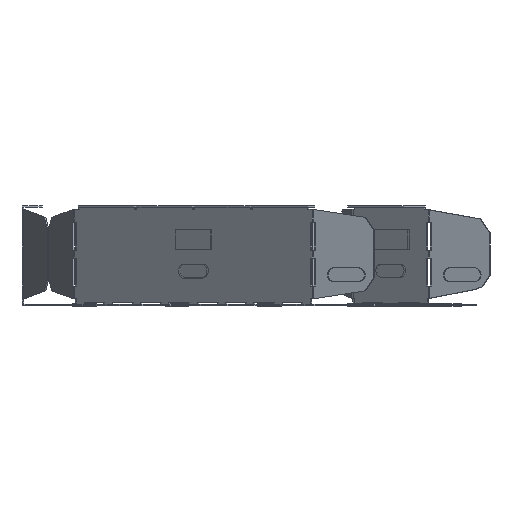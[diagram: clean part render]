
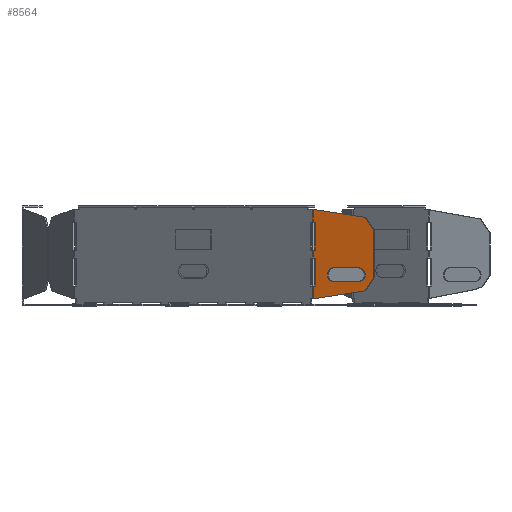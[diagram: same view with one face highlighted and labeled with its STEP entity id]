
A CAD part, left-side view. The second image highlights one B-rep face of the part: STEP entity #8564.
In plain terms, the highlighted planar face has unit normal (-0.924, 0.383, 0).
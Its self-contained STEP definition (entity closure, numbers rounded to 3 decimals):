
#214=FACE_OUTER_BOUND('',#570,.T.);
#570=EDGE_LOOP('',(#7103,#7104,#7105,#7106,#7107,#7108,#7109,#7110,#7111,
#7112,#7113,#7114,#7115,#7116,#7117,#7118));
#1452=LINE('',#12618,#2708);
#1456=LINE('',#12626,#2712);
#1460=LINE('',#12634,#2716);
#1822=LINE('',#13281,#3078);
#1826=LINE('',#13288,#3082);
#1830=LINE('',#13295,#3086);
#1834=LINE('',#13302,#3090);
#1835=LINE('',#13304,#3091);
#1836=LINE('',#13306,#3092);
#1837=LINE('',#13308,#3093);
#1838=LINE('',#13310,#3094);
#1839=LINE('',#13311,#3095);
#1840=LINE('',#13313,#3096);
#1841=LINE('',#13315,#3097);
#1842=LINE('',#13316,#3098);
#1843=LINE('',#13317,#3099);
#2708=VECTOR('',#10095,1.);
#2712=VECTOR('',#10099,1.);
#2716=VECTOR('',#10103,1.);
#3078=VECTOR('',#10621,1.);
#3082=VECTOR('',#10627,1.);
#3086=VECTOR('',#10633,1.);
#3090=VECTOR('',#10639,1.);
#3091=VECTOR('',#10640,1.);
#3092=VECTOR('',#10641,1.);
#3093=VECTOR('',#10642,1.);
#3094=VECTOR('',#10643,1.);
#3095=VECTOR('',#10644,1.);
#3096=VECTOR('',#10645,1.);
#3097=VECTOR('',#10646,1.);
#3098=VECTOR('',#10647,1.);
#3099=VECTOR('',#10648,1.);
#3882=VERTEX_POINT('',#12615);
#3883=VERTEX_POINT('',#12617);
#3886=VERTEX_POINT('',#12623);
#3887=VERTEX_POINT('',#12625);
#3890=VERTEX_POINT('',#12631);
#3891=VERTEX_POINT('',#12633);
#4098=VERTEX_POINT('',#13280);
#4100=VERTEX_POINT('',#13287);
#4102=VERTEX_POINT('',#13294);
#4104=VERTEX_POINT('',#13301);
#4105=VERTEX_POINT('',#13303);
#4106=VERTEX_POINT('',#13305);
#4107=VERTEX_POINT('',#13307);
#4108=VERTEX_POINT('',#13309);
#4109=VERTEX_POINT('',#13312);
#4110=VERTEX_POINT('',#13314);
#4914=EDGE_CURVE('',#3882,#3883,#1452,.T.);
#4918=EDGE_CURVE('',#3886,#3887,#1456,.T.);
#4922=EDGE_CURVE('',#3890,#3891,#1460,.T.);
#5284=EDGE_CURVE('',#4098,#3882,#1822,.T.);
#5288=EDGE_CURVE('',#4100,#3883,#1826,.T.);
#5292=EDGE_CURVE('',#3886,#4102,#1830,.T.);
#5296=EDGE_CURVE('',#4104,#4098,#1834,.T.);
#5297=EDGE_CURVE('',#4105,#4104,#1835,.T.);
#5298=EDGE_CURVE('',#4106,#4105,#1836,.T.);
#5299=EDGE_CURVE('',#4107,#4106,#1837,.T.);
#5300=EDGE_CURVE('',#4108,#4107,#1838,.T.);
#5301=EDGE_CURVE('',#3891,#4108,#1839,.T.);
#5302=EDGE_CURVE('',#3890,#4109,#1840,.T.);
#5303=EDGE_CURVE('',#4109,#4110,#1841,.T.);
#5304=EDGE_CURVE('',#4110,#3887,#1842,.T.);
#5305=EDGE_CURVE('',#4102,#4100,#1843,.T.);
#7103=ORIENTED_EDGE('',*,*,#5284,.F.);
#7104=ORIENTED_EDGE('',*,*,#5296,.F.);
#7105=ORIENTED_EDGE('',*,*,#5297,.F.);
#7106=ORIENTED_EDGE('',*,*,#5298,.F.);
#7107=ORIENTED_EDGE('',*,*,#5299,.F.);
#7108=ORIENTED_EDGE('',*,*,#5300,.F.);
#7109=ORIENTED_EDGE('',*,*,#5301,.F.);
#7110=ORIENTED_EDGE('',*,*,#4922,.F.);
#7111=ORIENTED_EDGE('',*,*,#5302,.T.);
#7112=ORIENTED_EDGE('',*,*,#5303,.T.);
#7113=ORIENTED_EDGE('',*,*,#5304,.T.);
#7114=ORIENTED_EDGE('',*,*,#4918,.F.);
#7115=ORIENTED_EDGE('',*,*,#5292,.T.);
#7116=ORIENTED_EDGE('',*,*,#5305,.T.);
#7117=ORIENTED_EDGE('',*,*,#5288,.T.);
#7118=ORIENTED_EDGE('',*,*,#4914,.F.);
#8208=PLANE('',#9021);
#8564=ADVANCED_FACE('',(#214),#8208,.T.);
#9021=AXIS2_PLACEMENT_3D('',#13300,#10637,#10638);
#10095=DIRECTION('',(0.,0.,1.));
#10099=DIRECTION('',(0.,0.,1.));
#10103=DIRECTION('',(0.,0.,1.));
#10621=DIRECTION('',(0.383,0.924,0.));
#10627=DIRECTION('',(0.383,0.924,0.));
#10633=DIRECTION('',(-0.383,-0.924,0.));
#10637=DIRECTION('center_axis',(-0.924,0.383,0.));
#10638=DIRECTION('ref_axis',(0.,0.,
-1.));
#10639=DIRECTION('',(0.379,0.915,-0.139));
#10640=DIRECTION('',(0.219,0.53,-0.819));
#10641=DIRECTION('',(0.,0.,-1.));
#10642=DIRECTION('',(-0.219,-0.53,-0.819));
#10643=DIRECTION('',(-0.379,-0.915,-0.139));
#10644=DIRECTION('',(-0.383,-0.924,0.));
#10645=DIRECTION('',(-0.383,-0.924,0.));
#10646=DIRECTION('',(0.,0.,-1.));
#10647=DIRECTION('',(0.383,0.924,0.));
#10648=DIRECTION('',(0.,0.,-1.));
#12615=CARTESIAN_POINT('',(11.109,38.924,3.495));
#12617=CARTESIAN_POINT('',(11.109,38.924,9.895));
#12618=CARTESIAN_POINT('',(11.109,38.924,-45.946));
#12623=CARTESIAN_POINT('',(11.109,38.924,23.895));
#12625=CARTESIAN_POINT('',(11.109,38.924,27.895));
#12626=CARTESIAN_POINT('',(11.109,38.924,-45.946));
#12631=CARTESIAN_POINT('',(11.109,38.924,41.895));
#12633=CARTESIAN_POINT('',(11.109,38.924,48.295));
#12634=CARTESIAN_POINT('',(11.109,38.924,-45.946));
#13280=CARTESIAN_POINT('',(10.954,38.548,3.495));
#13281=CARTESIAN_POINT('',(10.963,38.571,3.495));
#13287=CARTESIAN_POINT('',(10.686,37.902,9.895));
#13288=CARTESIAN_POINT('',(10.829,38.248,9.895));
#13294=CARTESIAN_POINT('',(10.686,37.902,23.895));
#13295=CARTESIAN_POINT('',(10.829,38.248,23.895));
#13300=CARTESIAN_POINT('Origin',(43.443,116.986,-45.946));
#13301=CARTESIAN_POINT('',(0.119,12.392,7.474));
#13302=CARTESIAN_POINT('',(5.537,25.47,5.484));
#13303=CARTESIAN_POINT('',(-1.637,8.153,14.027));
#13304=CARTESIAN_POINT('',(-0.759,10.273,10.751));
#13305=CARTESIAN_POINT('',(-1.637,8.153,37.763));
#13306=CARTESIAN_POINT('',(-1.637,8.153,25.895));
#13307=CARTESIAN_POINT('',(0.119,12.392,44.316));
#13308=CARTESIAN_POINT('',(-0.759,10.273,41.039));
#13309=CARTESIAN_POINT('',(10.954,38.548,48.295));
#13310=CARTESIAN_POINT('',(5.537,25.47,46.306));
#13311=CARTESIAN_POINT('',(10.963,38.571,48.295));
#13312=CARTESIAN_POINT('',(10.686,37.902,41.895));
#13313=CARTESIAN_POINT('',(10.829,38.248,41.895));
#13314=CARTESIAN_POINT('',(10.686,37.902,27.895));
#13315=CARTESIAN_POINT('',(10.686,37.902,34.895));
#13316=CARTESIAN_POINT('',(10.829,38.248,27.895));
#13317=CARTESIAN_POINT('',(10.686,37.902,16.895));
